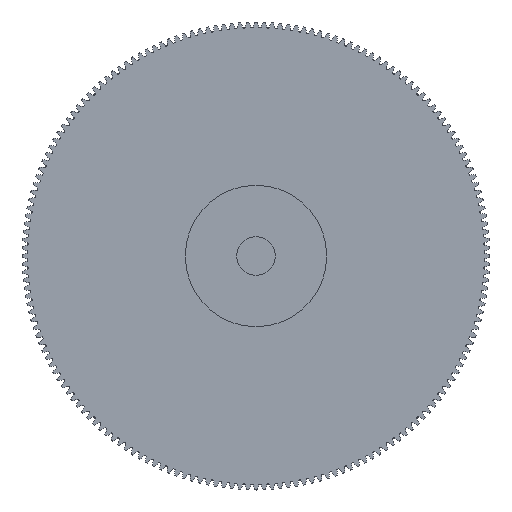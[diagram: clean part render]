
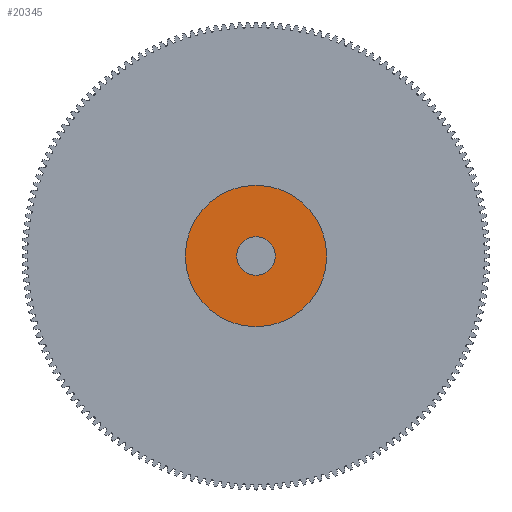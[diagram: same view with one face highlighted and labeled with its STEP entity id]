
A CAD part, front view. The second image highlights one B-rep face of the part: STEP entity #20345.
In plain terms, the highlighted free-form (B-spline) face has degree [1, 1] with [2, 2] control points.
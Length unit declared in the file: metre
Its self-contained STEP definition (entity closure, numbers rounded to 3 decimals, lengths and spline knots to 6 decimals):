
#374=B_SPLINE_SURFACE_WITH_KNOTS('',1,1,((#42859,#42860),(#42861,#42862)),
 .PLANE_SURF.,.F.,.F.,.F.,(2,2),(2,2),(0.041942,0.956121),
(0.045438,0.957268),.PIECEWISE_BEZIER_KNOTS.);
#8347=ORIENTED_EDGE('',*,*,#8373,.F.);
#8348=ORIENTED_EDGE('',*,*,#8370,.F.);
#8349=ORIENTED_EDGE('',*,*,#11622,.T.);
#8350=ORIENTED_EDGE('',*,*,#8361,.T.);
#8361=EDGE_CURVE('',#11628,#11629,#13806,.T.);
#8370=EDGE_CURVE('',#11636,#11637,#13810,.T.);
#8373=EDGE_CURVE('',#11637,#11636,#13812,.T.);
#11622=EDGE_CURVE('',#11629,#11628,#15982,.T.);
#11628=VERTEX_POINT('',#27651);
#11629=VERTEX_POINT('',#27652);
#11636=VERTEX_POINT('',#27687);
#11637=VERTEX_POINT('',#27689);
#13806=CIRCLE('',#20363,0.0275);
#13810=CIRCLE('',#20367,0.0075);
#13812=CIRCLE('',#20369,0.0075);
#15982=CIRCLE('',#22539,0.0275);
#17073=EDGE_LOOP('',(#8347,#8348));
#17074=EDGE_LOOP('',(#8349,#8350));
#18166=FACE_BOUND('',#17073,.T.);
#18167=FACE_BOUND('',#17074,.T.);
#20345=ADVANCED_FACE('',(#18166,#18167),#374,.T.);
#20363=AXIS2_PLACEMENT_3D('',#27650,#22547,#22548);
#20367=AXIS2_PLACEMENT_3D('',#27688,#22556,#22557);
#20369=AXIS2_PLACEMENT_3D('',#27701,#22560,#22561);
#22539=AXIS2_PLACEMENT_3D('',#42858,#27619,#27620);
#22547=DIRECTION('',(0.,-1.,0.));
#22548=DIRECTION('',(0.,0.,-1.));
#22556=DIRECTION('',(0.,-1.,0.));
#22557=DIRECTION('',(0.,0.,-1.));
#22560=DIRECTION('',(0.,-1.,0.));
#22561=DIRECTION('',(0.,0.,-1.));
#27619=DIRECTION('',(0.,-1.,0.));
#27620=DIRECTION('',(0.,0.,-1.));
#27650=CARTESIAN_POINT('',(-0.083787,-0.006,0.01));
#27651=CARTESIAN_POINT('',(-0.083787,-0.006,-0.0175));
#27652=CARTESIAN_POINT('',(-0.083787,-0.006,0.0375));
#27687=CARTESIAN_POINT('',(-0.083787,-0.006,0.0025));
#27688=CARTESIAN_POINT('',(-0.083787,-0.006,0.01));
#27689=CARTESIAN_POINT('',(-0.083787,-0.006,0.0175));
#27701=CARTESIAN_POINT('',(-0.083787,-0.006,0.01));
#42858=CARTESIAN_POINT('',(-0.083787,-0.006,0.01));
#42859=CARTESIAN_POINT('',(-0.111832,-0.006,-0.017831));
#42860=CARTESIAN_POINT('',(-0.111832,-0.006,0.037997));
#42861=CARTESIAN_POINT('',(-0.05586,-0.006,-0.017831));
#42862=CARTESIAN_POINT('',(-0.05586,-0.006,0.037997));
